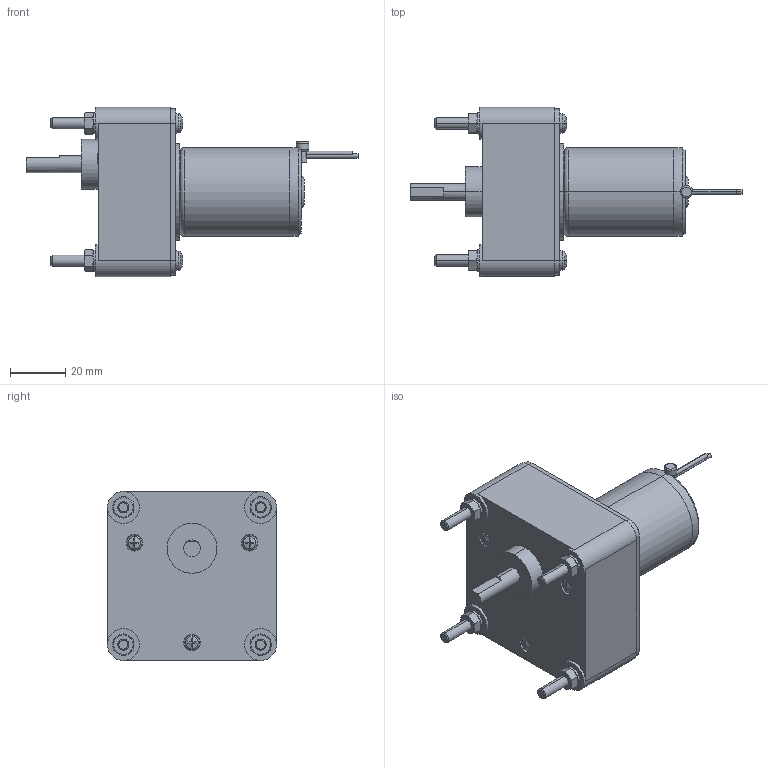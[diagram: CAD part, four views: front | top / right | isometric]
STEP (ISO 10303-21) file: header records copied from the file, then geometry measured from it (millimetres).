
FILE_DESCRIPTION(('starvars output'),'2;1');
FILE_NAME('33b6h.stp','13:45:15 2014/09/10',( 'Thomas Industrial Network Germany GmbH'),( 'Thomas Industrial Network Germany GmbH'),'unknown preprocess','ACIS' ,'unknown authorization');
FILE_SCHEMA(('AUTOMOTIVE_DESIGN_CC2 {UNKNOWN IMPLEMENTATION LEVEL}'));
Length unit declared in the file: millimetre
Products named in the file (1): PRODUCT_ID_27
Bounding box: 119.69 x 61 x 61 mm (x, y, z)
Volume: 143879 mm3; surface area: 21324.9 mm2
Topology: 1 solids, 4 shells, 390 faces, 906 edges, 547 vertices
Faces by surface type: plane 170, cone 106, cylinder 80, torus 20, bspline 14
Entity records: 12892 total; most frequent: CARTESIAN_POINT 2527, ORIENTED_EDGE 1800, DIRECTION 1110, EDGE_CURVE 900, VERTEX_POINT 547, EDGE_LOOP 427, FACE_BOUND 427, AXIS2_PLACEMENT_3D 392
